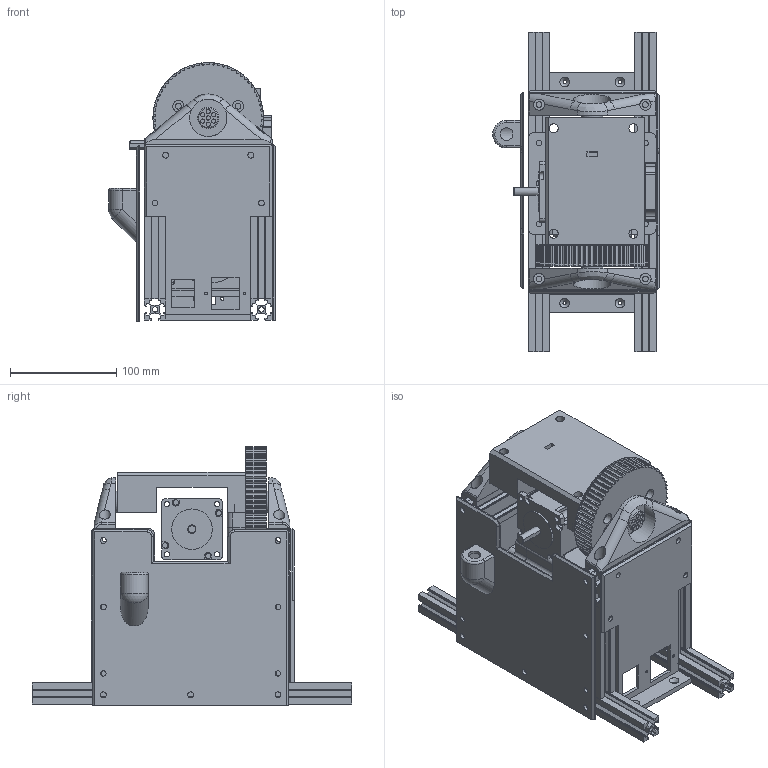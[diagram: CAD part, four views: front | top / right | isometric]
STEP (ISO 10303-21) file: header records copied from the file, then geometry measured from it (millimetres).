
FILE_DESCRIPTION(/* description */ (''),/* implementation_level */ '2;1');
FILE_NAME(/* name */ 'Base_assy.step',/* time_stamp */ '2024-07-17T15:08:09+02:00',/* author */ (''),/* organization */ (''),/* preprocessor_version */ 'ST-DEVELOPER v20',/* originating_system */ 'Autodesk Translation Framework v13.14.0.145',/* authorisation */ '');
FILE_SCHEMA (('AUTOMOTIVE_DESIGN { 1 0 10303 214 3 1 1 }'));
Length unit declared in the file: millimetre
Products named in the file (12): New_FFB; NEMA34 v1; Nema_23_PHB57S100-404AD v1; HTD 5M Pulley_wheel v2; support_Right; base; support_Left; frame; rightWall; leftWall; FrontPanel; RearPanel
Assembly tree (11 placements, depth 2):
  New_FFB
    NEMA34 v1
    Nema_23_PHB57S100-404AD v1
    HTD 5M Pulley_wheel v2
    support_Right
    base
    support_Left
    frame
    rightWall
    leftWall
    FrontPanel
    RearPanel
Bounding box: 156.56 x 300 x 243.26 mm (x, y, z)
Volume: 2107112.5 mm3; surface area: 693080.2 mm2
Topology: 23 solids, 23 shells, 1677 faces, 4682 edges, 3088 vertices
Faces by surface type: plane 1178, cylinder 462, bspline 15, cone 12, torus 8, sphere 2
Full cylindrical faces by diameter (mm): 2.5 x12, 3 x6, 4 x14, 5 x22, 5.5 x46, 6.4 x7, 6.6 x4, 7.2 x2, 8.4 x4, 10.5 x9, 12 x1, 12.7 x1, 18 x1, 20 x2, 35.2 x2, 37.4 x2, 38.1 x1, 60 x1, 73 x1, 104 x1
Entity records: 54675 total; most frequent: CARTESIAN_POINT 9925, ORIENTED_EDGE 9364, DIRECTION 8996, EDGE_CURVE 4682, LINE 3694, VECTOR 3694, VERTEX_POINT 3088, AXIS2_PLACEMENT_3D 2651
